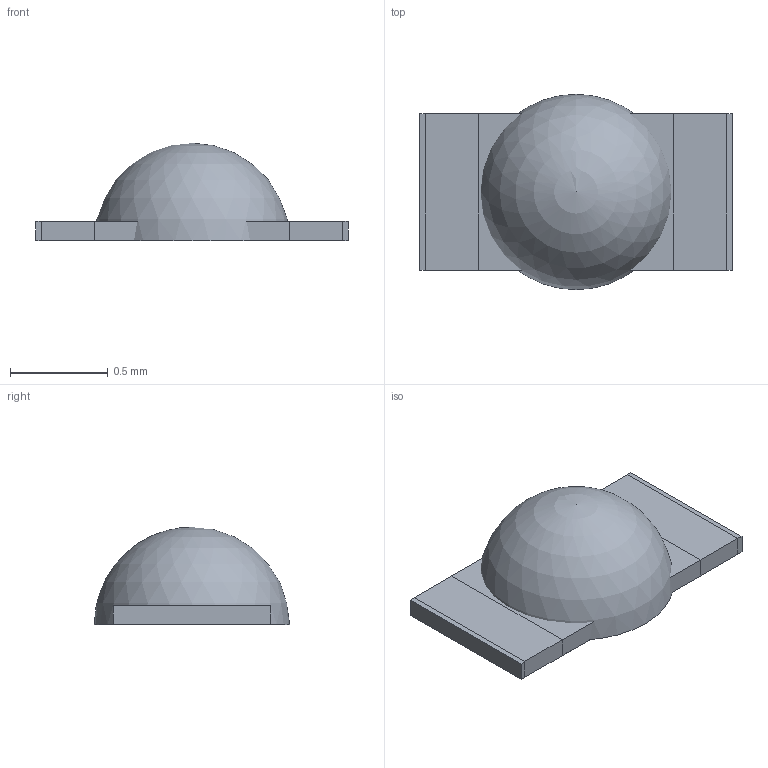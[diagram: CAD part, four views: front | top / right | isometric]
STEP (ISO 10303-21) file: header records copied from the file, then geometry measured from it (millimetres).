
FILE_DESCRIPTION(('STEP AP214'),'1');
FILE_NAME('LEDC1608X40N','2023-06-15T10:37:23',(''),(''),'','','');
FILE_SCHEMA(('AUTOMOTIVE_DESIGN'));
Length unit declared in the file: millimetre
Products named in the file (1): LEDC1608X40N
Bounding box: 1.6 x 1 x 0.5 mm (x, y, z)
Surface area: 5.2 mm2 (no closed solid volume)
Topology: 0 solids, 35 shells, 35 faces, 140 edges, 139 vertices
Faces by surface type: plane 34, sphere 1
Entity records: 1604 total; most frequent: CARTESIAN_POINT 312, VERTEX_POINT 274, DIRECTION 212, ORIENTED_EDGE 137, EDGE_CURVE 137, LINE 136, VECTOR 136, AXIS2_PLACEMENT_3D 38
